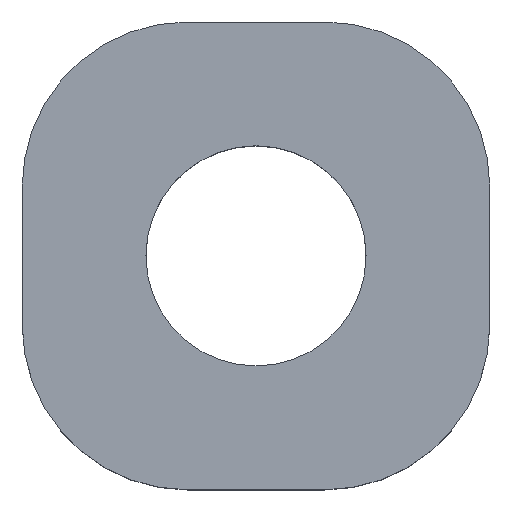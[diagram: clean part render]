
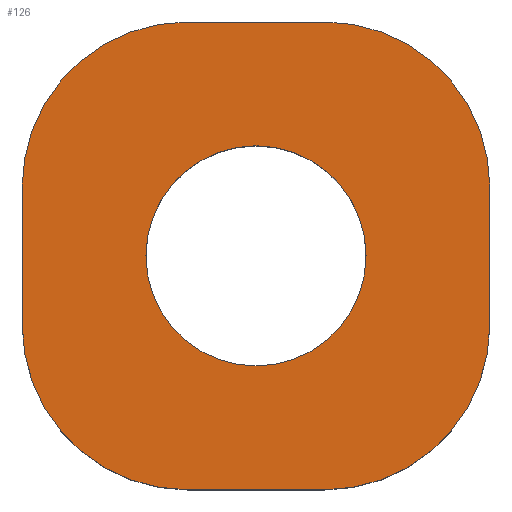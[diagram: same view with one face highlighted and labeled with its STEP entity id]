
A CAD part, top view. The second image highlights one B-rep face of the part: STEP entity #126.
In plain terms, the highlighted planar face has unit normal (0, 0, 1).
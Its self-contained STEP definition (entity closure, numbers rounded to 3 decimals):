
#126=ADVANCED_FACE('',(#176,#177),#137,.T.);
#137=PLANE('',#312);
#146=LINE('',#404,#162);
#147=LINE('',#409,#163);
#148=LINE('',#413,#164);
#149=LINE('',#417,#165);
#162=VECTOR('',#342,1.);
#163=VECTOR('',#345,1.);
#164=VECTOR('',#348,1.);
#165=VECTOR('',#351,1.);
#176=FACE_BOUND('',#182,.T.);
#177=FACE_BOUND('',#183,.T.);
#182=EDGE_LOOP('',(#203));
#183=EDGE_LOOP('',(#204,#205,#206,#207,#208,#209,#210,#211));
#203=ORIENTED_EDGE('',*,*,#273,.T.);
#204=ORIENTED_EDGE('',*,*,#274,.F.);
#205=ORIENTED_EDGE('',*,*,#275,.T.);
#206=ORIENTED_EDGE('',*,*,#276,.F.);
#207=ORIENTED_EDGE('',*,*,#277,.T.);
#208=ORIENTED_EDGE('',*,*,#278,.F.);
#209=ORIENTED_EDGE('',*,*,#279,.T.);
#210=ORIENTED_EDGE('',*,*,#280,.F.);
#211=ORIENTED_EDGE('',*,*,#281,.T.);
#255=VERTEX_POINT('',#403);
#256=VERTEX_POINT('',#405);
#257=VERTEX_POINT('',#406);
#258=VERTEX_POINT('',#408);
#259=VERTEX_POINT('',#410);
#260=VERTEX_POINT('',#412);
#261=VERTEX_POINT('',#414);
#262=VERTEX_POINT('',#416);
#263=VERTEX_POINT('',#418);
#273=EDGE_CURVE('',#255,#255,#295,.T.);
#274=EDGE_CURVE('',#256,#257,#146,.T.);
#275=EDGE_CURVE('',#256,#258,#296,.T.);
#276=EDGE_CURVE('',#259,#258,#147,.T.);
#277=EDGE_CURVE('',#259,#260,#297,.T.);
#278=EDGE_CURVE('',#261,#260,#148,.T.);
#279=EDGE_CURVE('',#261,#262,#298,.T.);
#280=EDGE_CURVE('',#263,#262,#149,.T.);
#281=EDGE_CURVE('',#263,#257,#299,.T.);
#295=CIRCLE('',#307,0.04);
#296=CIRCLE('',#308,0.06);
#297=CIRCLE('',#309,0.06);
#298=CIRCLE('',#310,0.06);
#299=CIRCLE('',#311,0.06);
#307=AXIS2_PLACEMENT_3D('',#402,#340,#341);
#308=AXIS2_PLACEMENT_3D('',#407,#343,#344);
#309=AXIS2_PLACEMENT_3D('',#411,#346,#347);
#310=AXIS2_PLACEMENT_3D('',#415,#349,#350);
#311=AXIS2_PLACEMENT_3D('',#419,#352,#353);
#312=AXIS2_PLACEMENT_3D('',#420,#354,#355);
#340=DIRECTION('',(0.,0.,-1.));
#341=DIRECTION('',(1.,0.,0.));
#342=DIRECTION('',(1.,0.,0.));
#343=DIRECTION('',(0.,0.,1.));
#344=DIRECTION('',(1.,0.,0.));
#345=DIRECTION('',(0.,1.,0.));
#346=DIRECTION('',(0.,0.,1.));
#347=DIRECTION('',(1.,0.,0.));
#348=DIRECTION('',(-1.,0.,0.));
#349=DIRECTION('',(0.,0.,1.));
#350=DIRECTION('',(1.,0.,0.));
#351=DIRECTION('',(0.,-1.,0.));
#352=DIRECTION('',(0.,0.,1.));
#353=DIRECTION('',(1.,0.,0.));
#354=DIRECTION('',(0.,0.,1.));
#355=DIRECTION('',(1.,0.,0.));
#402=CARTESIAN_POINT('',(0.5,0.25,0.25));
#403=CARTESIAN_POINT('',(0.54,0.25,0.25));
#404=CARTESIAN_POINT('',(0.5,0.335,0.25));
#405=CARTESIAN_POINT('',(0.475,0.335,0.25));
#406=CARTESIAN_POINT('',(0.525,0.335,0.25));
#407=CARTESIAN_POINT('',(0.475,0.275,0.25));
#408=CARTESIAN_POINT('',(0.415,0.275,0.25));
#409=CARTESIAN_POINT('',(0.415,0.25,0.25));
#410=CARTESIAN_POINT('',(0.415,0.225,0.25));
#411=CARTESIAN_POINT('',(0.475,0.225,0.25));
#412=CARTESIAN_POINT('',(0.475,0.165,0.25));
#413=CARTESIAN_POINT('',(0.5,0.165,0.25));
#414=CARTESIAN_POINT('',(0.525,0.165,0.25));
#415=CARTESIAN_POINT('',(0.525,0.225,0.25));
#416=CARTESIAN_POINT('',(0.585,0.225,0.25));
#417=CARTESIAN_POINT('',(0.585,0.25,0.25));
#418=CARTESIAN_POINT('',(0.585,0.275,0.25));
#419=CARTESIAN_POINT('',(0.525,0.275,0.25));
#420=CARTESIAN_POINT('',(0.5,0.25,0.25));
